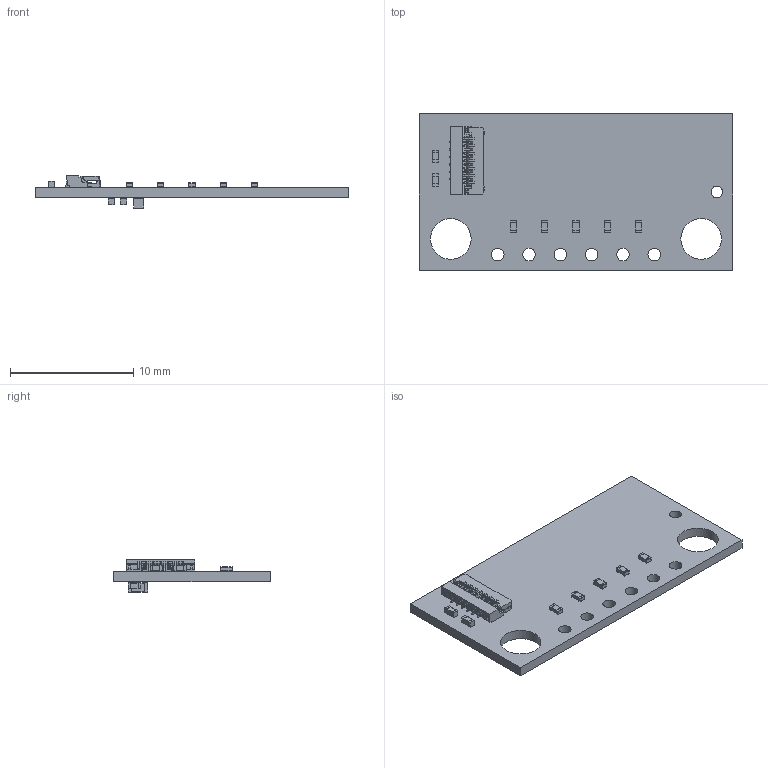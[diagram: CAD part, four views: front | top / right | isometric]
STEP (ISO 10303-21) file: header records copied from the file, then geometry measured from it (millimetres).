
FILE_DESCRIPTION(('KiCad electronic assembly'),'2;1');
FILE_NAME('SparkFun_BMV080.step','2024-08-27T14:39:12',('Pcbnew'),( 'Kicad'),'Open CASCADE STEP processor 7.8','KiCad to STEP converter' ,'Unknown');
FILE_SCHEMA(('AUTOMOTIVE_DESIGN { 1 0 10303 214 1 1 1 1 }'));
Length unit declared in the file: millimetre
Products named in the file (10): SparkFun_BMV080 1; R_0402_1005Metric; C_0402_1005Metric; FPC_0.3mm-13_MOLEX_503566-1302; SOLID; C_0603_1608Metric; SparkFun_BMV080_PCB
Assembly tree (16 placements, depth 3):
  SparkFun_BMV080 1
    R_0402_1005Metric  x5
      R_0402_1005Metric
    C_0402_1005Metric  x4
      C_0402_1005Metric
    FPC_0.3mm-13_MOLEX_503566-1302
      SOLID
    C_0603_1608Metric
      C_0603_1608Metric
    SparkFun_BMV080_PCB
Bounding box: 25.4 x 12.7 x 2.66 mm (x, y, z)
Volume: 257.8 mm3; surface area: 829.4 mm2
Topology: 12 solids, 12 shells, 1347 faces, 3797 edges, 2517 vertices
Faces by surface type: plane 1130, cylinder 217
Full cylindrical faces by diameter (mm): 0.95 x1, 1.016 x6, 3.302 x2
Entity records: 38101 total; most frequent: CARTESIAN_POINT 6705, ORIENTED_EDGE 6618, DIRECTION 5954, EDGE_CURVE 3309, LINE 3010, VECTOR 3010, VERTEX_POINT 2197, AXIS2_PLACEMENT_3D 1472
